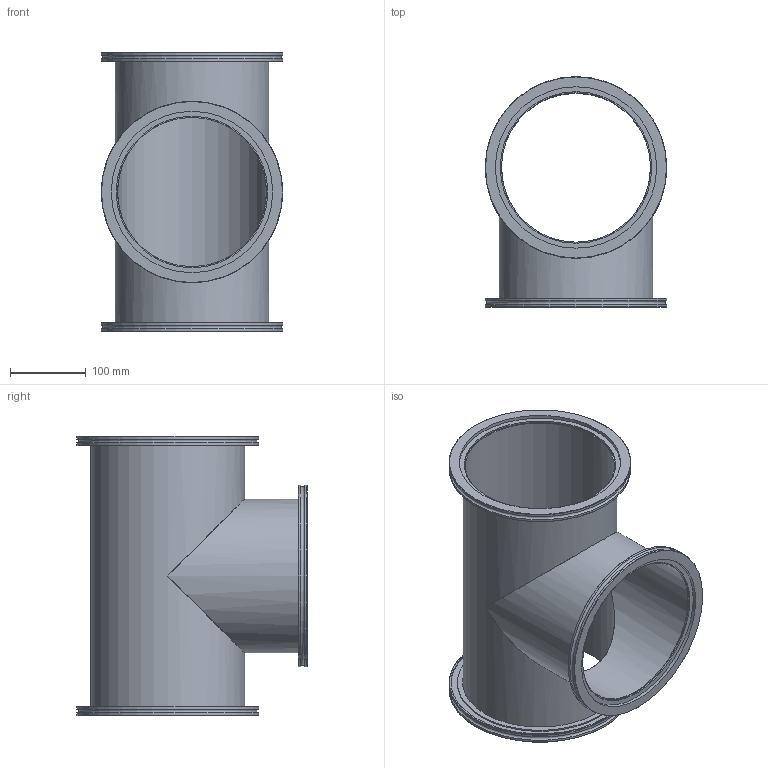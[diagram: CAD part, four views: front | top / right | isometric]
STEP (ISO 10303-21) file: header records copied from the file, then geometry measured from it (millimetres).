
FILE_DESCRIPTION(/* description */ (''),/* implementation_level */ '2;1');
FILE_NAME(/* name */ 'FL-T200LF.stp',/* time_stamp */ '2018-11-20T15:12:48+00:00',/* author */ ('paul'),/* organization */ (''),/* preprocessor_version */ 'ST-DEVELOPER v17.2',/* originating_system */ 'Autodesk Inventor 2019',/* authorisation */ '');
FILE_SCHEMA (('AUTOMOTIVE_DESIGN { 1 0 10303 214 3 1 1 }'));
Length unit declared in the file: millimetre
Products named in the file (4): FL-T200LF; Tube1; Tube; FL-200LF-W
Assembly tree (5 placements, depth 2):
  FL-T200LF
    Tube1
    Tube
    FL-200LF-W  x3
Bounding box: 240 x 304.2 x 368.4 mm (x, y, z)
Volume: 1156587.4 mm3; surface area: 667237 mm2
Topology: 5 solids, 5 shells, 59 faces, 144 edges, 104 vertices
Faces by surface type: plane 25, cylinder 25, cone 6, torus 3
Full cylindrical faces by diameter (mm): 197 x2, 200 x3, 203.2 x2, 204 x3, 213 x3, 218.3 x3, 235 x3, 240 x6
Entity records: 999 total; most frequent: DIRECTION 181, CARTESIAN_POINT 144, ORIENTED_EDGE 128, AXIS2_PLACEMENT_3D 81, EDGE_CURVE 64, VERTEX_POINT 44, CIRCLE 37, EDGE_LOOP 36
